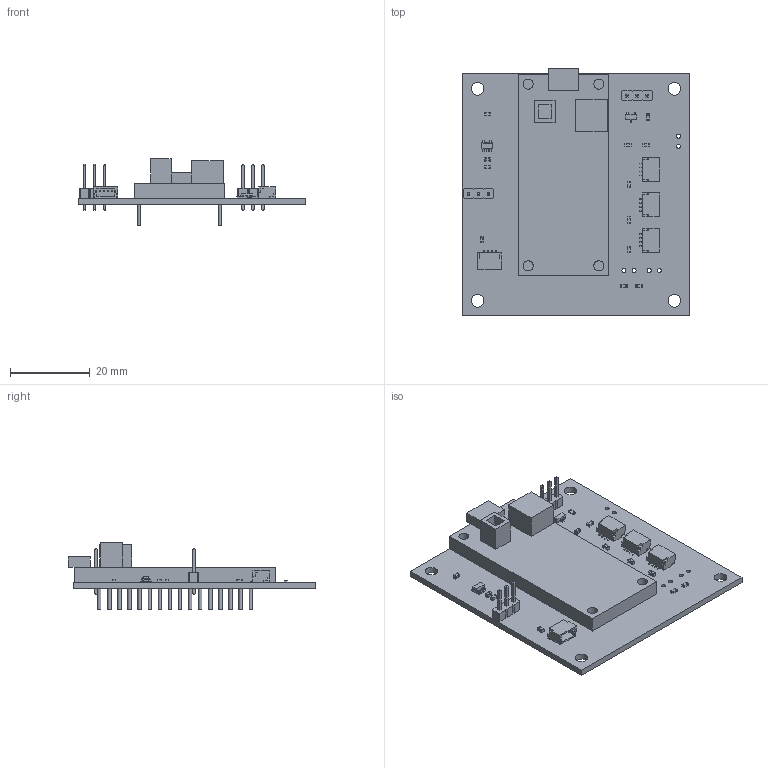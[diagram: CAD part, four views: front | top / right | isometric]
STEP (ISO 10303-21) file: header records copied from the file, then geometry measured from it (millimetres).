
FILE_DESCRIPTION(('KiCad electronic assembly'),'2;1');
FILE_NAME('AirQualPcb.step','2021-01-26T17:54:03',('An Author'),( 'A Company'),'Open CASCADE STEP processor 7.4', 'KiCad to STEP converter','Unknown');
FILE_SCHEMA(('AUTOMOTIVE_DESIGN { 1 0 10303 214 1 1 1 1 }'));
Length unit declared in the file: millimetre
Products named in the file (16): Open CASCADE STEP translator 7.4 1; R_0603_1608Metric; SOLID; ParticleArgon; PinHeader_1x03_P2.54mm_Vertical; C_0603_1608Metric; SOT-23-5; SOT-23; Qwiic_Socket; COMPOUND
Assembly tree (29 placements, depth 3):
  Open CASCADE STEP translator 7.4 1
    R_0603_1608Metric  x3
      SOLID
    ParticleArgon
      SOLID
    PinHeader_1x03_P2.54mm_Vertical  x2
      SOLID
    C_0603_1608Metric  x9
      SOLID
    SOT-23-5
      SOLID
    SOT-23
      SOLID
    Qwiic_Socket  x4
      SOLID
    COMPOUND
Bounding box: 57.15 x 62.35 x 16.8 mm (x, y, z)
Volume: 10716.4 mm3; surface area: 12607.4 mm2
Topology: 22 solids, 22 shells, 1165 faces, 2961 edges, 1922 vertices
Faces by surface type: plane 869, cylinder 240, bspline 56
Full cylindrical faces by diameter (mm): 0.85 x28, 1.016 x12, 1.15 x28, 2.54 x4, 3.2 x4
Entity records: 37338 total; most frequent: CARTESIAN_POINT 6159, DIRECTION 5084, LINE 3328, VECTOR 3328, ORIENTED_EDGE 2674, PCURVE 2674, DEFINITIONAL_REPRESENTATION 2674, EDGE_CURVE 1337
